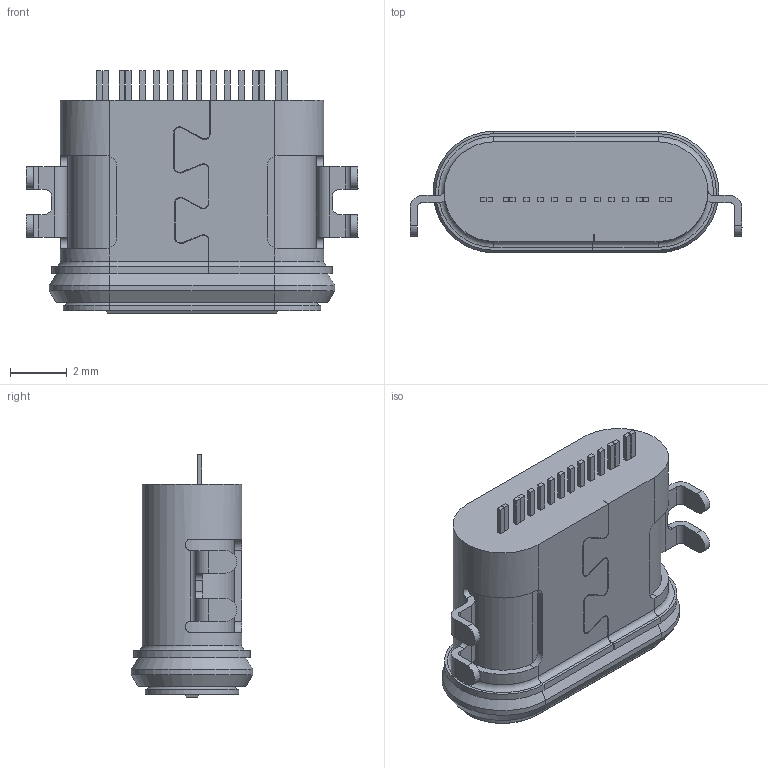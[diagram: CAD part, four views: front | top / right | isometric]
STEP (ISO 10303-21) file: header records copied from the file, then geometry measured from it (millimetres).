
FILE_DESCRIPTION((''),'2;1');
FILE_NAME('PRT0168_2_9_1','2023-09-11T',('Administrator'),(''),'PRO/ENGINEER BY PARAMETRIC TECHNOLOGY CORPORATION, 2007090','PRO/ENGINEER BY PARAMETRIC TECHNOLOGY CORPORATION, 2007090','');
FILE_SCHEMA(('CONFIG_CONTROL_DESIGN'));
Length unit declared in the file: millimetre
Products named in the file (1): PRT0168_2_9_1
Bounding box: 11.74 x 4.3 x 8.56 mm (x, y, z)
Volume: 161.6 mm3; surface area: 656 mm2
Topology: 1 solids, 5 shells, 462 faces, 1323 edges, 888 vertices
Faces by surface type: plane 344, cylinder 94, cone 16, torus 8
Entity records: 15277 total; most frequent: CARTESIAN_POINT 2943, ORIENTED_EDGE 2646, DIRECTION 2467, EDGE_CURVE 1323, VECTOR 1003, LINE 1003, VERTEX_POINT 888, AXIS2_PLACEMENT_3D 732
